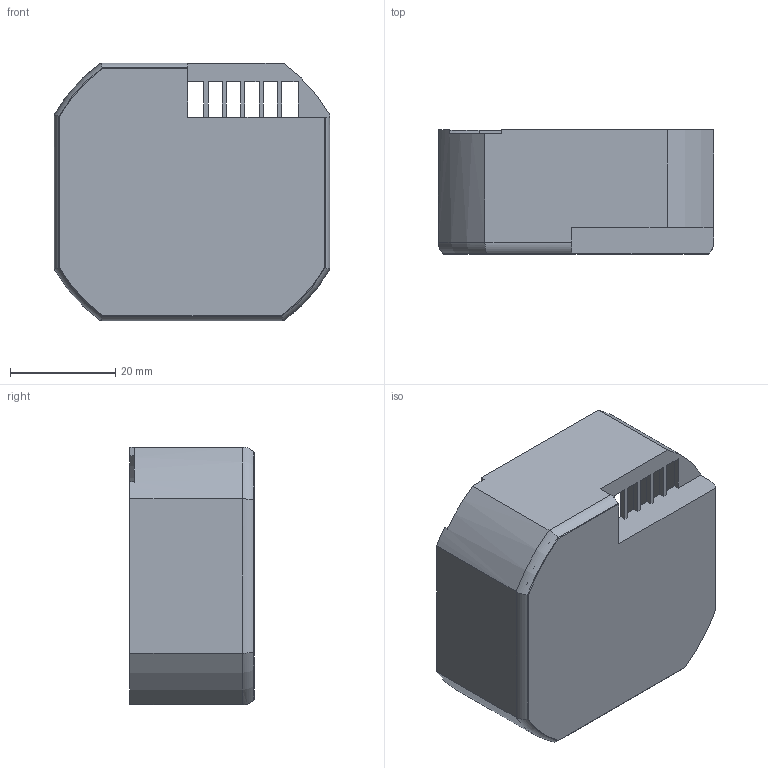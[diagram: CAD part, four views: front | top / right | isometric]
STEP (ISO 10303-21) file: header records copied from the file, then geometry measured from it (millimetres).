
FILE_DESCRIPTION(/* description */ (''),/* implementation_level */ '2;1');
FILE_NAME(/* name */ 'UPgehaeuse_UG_bottom.step',/* time_stamp */ '2025-09-29T18:57:20+02:00',/* author */ (''),/* organization */ (''),/* preprocessor_version */ 'ST-DEVELOPER v20.1',/* originating_system */ 'Autodesk Translation Framework v14.10.0.0',/* authorisation */ '');
FILE_SCHEMA (('AUTOMOTIVE_DESIGN { 1 0 10303 214 3 1 1 }'));
Length unit declared in the file: millimetre
Products named in the file (1): UPgehaeuse_UG
Bounding box: 52.35 x 23.6 x 49 mm (x, y, z)
Volume: 8278.2 mm3; surface area: 13147 mm2
Topology: 1 solids, 1 shells, 78 faces, 227 edges, 146 vertices
Faces by surface type: plane 56, cylinder 16, torus 3, cone 3
Full cylindrical faces by diameter (mm): 4.1 x1
Entity records: 2630 total; most frequent: CARTESIAN_POINT 512, ORIENTED_EDGE 454, DIRECTION 411, EDGE_CURVE 227, LINE 177, VECTOR 177, VERTEX_POINT 146, AXIS2_PLACEMENT_3D 117
